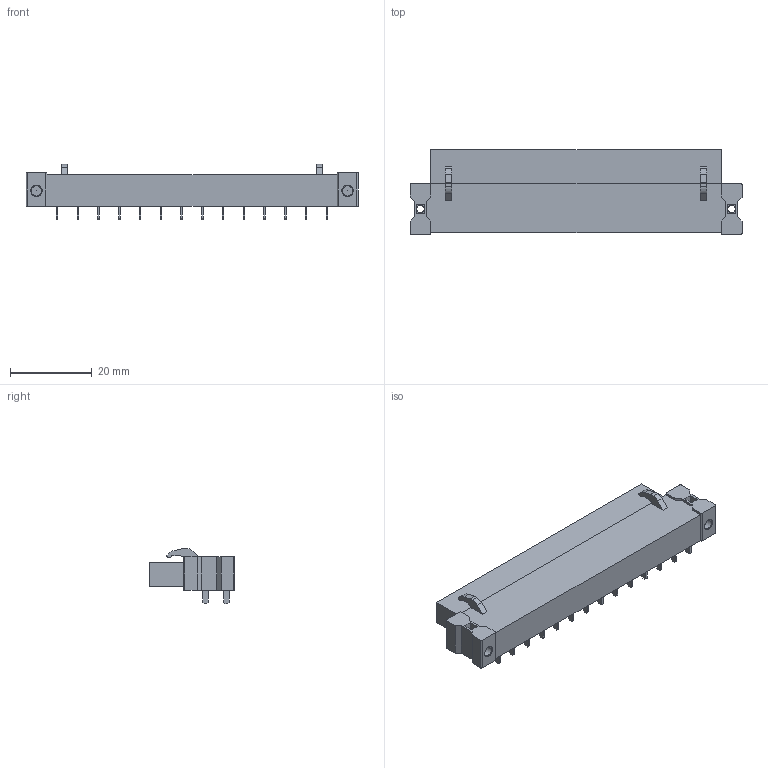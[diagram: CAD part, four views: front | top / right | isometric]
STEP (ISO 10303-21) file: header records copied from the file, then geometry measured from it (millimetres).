
FILE_DESCRIPTION(('CATIA V5 STEP','CAx-IF Rec.Pracs.--- Model Styling and Organization---1.2---2011-12-15'),'2;1');
FILE_NAME ('D1457327_0_1843870000_1843870000.stp','2018-09-01T03:06:21+00:00',('none'),('Weidmueller'),'CATIA Version 5-6 Release 2014','CATIA V5 STEP AP214','none');
FILE_SCHEMA(('AUTOMOTIVE_DESIGN { 1 0 10303 214 1 1 1 1 }'));
Length unit declared in the file: millimetre
Products named in the file (1): 1843870000
Bounding box: 81.28 x 20.65 x 13.48 mm (x, y, z)
Volume: 10822.4 mm3; surface area: 5629.7 mm2
Topology: 29 solids, 29 shells, 538 faces, 1274 edges, 846 vertices
Faces by surface type: plane 460, cylinder 42, cone 36
Entity records: 13958 total; most frequent: ORIENTED_EDGE 2548, CARTESIAN_POINT 2418, DIRECTION 1868, EDGE_CURVE 1274, VECTOR 1126, LINE 1126, VERTEX_POINT 846, EDGE_LOOP 602
